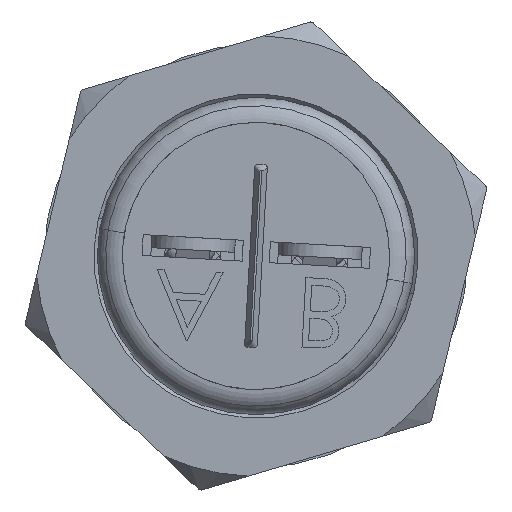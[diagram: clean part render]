
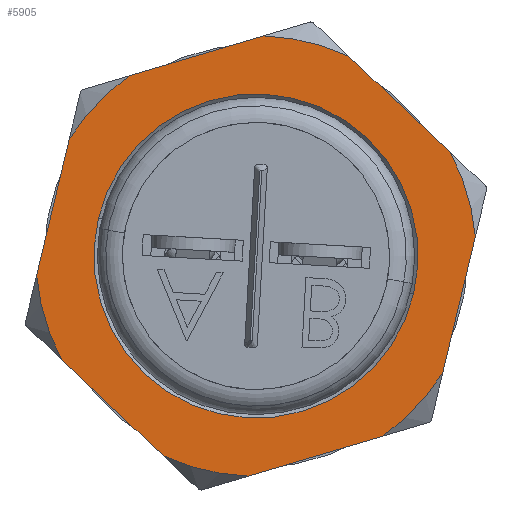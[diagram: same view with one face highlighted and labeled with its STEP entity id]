
A CAD part, front view. The second image highlights one B-rep face of the part: STEP entity #5905.
In plain terms, the highlighted face is planar.
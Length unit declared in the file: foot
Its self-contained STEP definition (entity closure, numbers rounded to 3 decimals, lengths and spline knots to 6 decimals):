
#240 = VERTEX_POINT ( 'NONE', #26798 ) ;
#605 = EDGE_CURVE ( 'NONE', #31285, #21749, #8632, .T. ) ;
#733 = DIRECTION ( 'NONE',  ( 1., 0., 0. ) ) ;
#830 = CARTESIAN_POINT ( 'NONE',  ( 0.004368, 0.021534, 0.004167 ) ) ;
#957 = AXIS2_PLACEMENT_3D ( 'NONE', #26751, #23868, #11600 ) ;
#1000 = AXIS2_PLACEMENT_3D ( 'NONE', #29609, #12430, #32562 ) ;
#1189 = LINE ( 'NONE', #8288, #2109 ) ;
#1528 = CARTESIAN_POINT ( 'NONE',  ( 0.004368, -0.021534, 0.004167 ) ) ;
#2068 = CIRCLE ( 'NONE', #17375, 0.021973 ) ;
#2109 = VECTOR ( 'NONE', #2544, 3.28084 ) ;
#2544 = DIRECTION ( 'NONE',  ( -0.866, -0.5, 0. ) ) ;
#3044 = ORIENTED_EDGE ( 'NONE', *, *, #25521, .T. ) ;
#3872 = CARTESIAN_POINT ( 'NONE',  ( 0.016167, 0., 0.004167 ) ) ;
#4227 = CARTESIAN_POINT ( 'NONE',  ( 0., -0.024056, 0.004167 ) ) ;
#4490 = DIRECTION ( 'NONE',  ( 0., 0., -1. ) ) ;
#5311 = DIRECTION ( 'NONE',  ( 0., 0., -1. ) ) ;
#5905 = ADVANCED_FACE ( 'NONE', ( #21699, #14045 ), #23565, .T. ) ;
#5997 = CARTESIAN_POINT ( 'NONE',  ( 0.020833, 0.006984, 0.004167 ) ) ;
#6243 = LINE ( 'NONE', #33920, #13822 ) ;
#6275 = LINE ( 'NONE', #23454, #21505 ) ;
#7337 = EDGE_CURVE ( 'NONE', #13544, #240, #36060, .T. ) ;
#7905 = DIRECTION ( 'NONE',  ( 0., 0., -1. ) ) ;
#8215 = EDGE_CURVE ( 'NONE', #20087, #21749, #19760, .T. ) ;
#8288 = CARTESIAN_POINT ( 'NONE',  ( 0., 0.024056, 0.004167 ) ) ;
#8502 = CARTESIAN_POINT ( 'NONE',  ( -0.004368, 0.021534, 0.004167 ) ) ;
#8632 = CIRCLE ( 'NONE', #957, 0.021973 ) ;
#9216 = ORIENTED_EDGE ( 'NONE', *, *, #32609, .T. ) ;
#10042 = ORIENTED_EDGE ( 'NONE', *, *, #30710, .F. ) ;
#10110 = CIRCLE ( 'NONE', #1000, 0.021973 ) ;
#10239 = DIRECTION ( 'NONE',  ( 0., 0., -1. ) ) ;
#10387 = CARTESIAN_POINT ( 'NONE',  ( 0., 0., 0.004167 ) ) ;
#10729 = CARTESIAN_POINT ( 'NONE',  ( 0.020833, -0.012028, 0.004167 ) ) ;
#10805 = DIRECTION ( 'NONE',  ( 0., 0., -1. ) ) ;
#11034 = CARTESIAN_POINT ( 'NONE',  ( -0.016465, -0.01455, 0.004167 ) ) ;
#11140 = CIRCLE ( 'NONE', #22856, 0.021973 ) ;
#11600 = DIRECTION ( 'NONE',  ( -1., 0., 0. ) ) ;
#11816 = CIRCLE ( 'NONE', #33987, 0.016167 ) ;
#11880 = VECTOR ( 'NONE', #14320, 3.28084 ) ;
#12105 = CIRCLE ( 'NONE', #19249, 0.021973 ) ;
#12109 = VECTOR ( 'NONE', #25148, 3.28084 ) ;
#12189 = CARTESIAN_POINT ( 'NONE',  ( -0.020833, -0.006984, 0.004167 ) ) ;
#12430 = DIRECTION ( 'NONE',  ( 0., 0., -1. ) ) ;
#13003 = CIRCLE ( 'NONE', #24989, 0.021973 ) ;
#13141 = VECTOR ( 'NONE', #21263, 3.28084 ) ;
#13265 = DIRECTION ( 'NONE',  ( 1., 0., 0. ) ) ;
#13544 = VERTEX_POINT ( 'NONE', #3872 ) ;
#13555 = VERTEX_POINT ( 'NONE', #15510 ) ;
#13755 = DIRECTION ( 'NONE',  ( 0., -1., 0. ) ) ;
#13822 = VECTOR ( 'NONE', #13755, 3.28084 ) ;
#14045 = FACE_OUTER_BOUND ( 'NONE', #21878, .T. ) ;
#14320 = DIRECTION ( 'NONE',  ( -0.866, 0.5, 0. ) ) ;
#14434 = EDGE_CURVE ( 'NONE', #20087, #15264, #10110, .T. ) ;
#14922 = ORIENTED_EDGE ( 'NONE', *, *, #31178, .T. ) ;
#15264 = VERTEX_POINT ( 'NONE', #17355 ) ;
#15510 = CARTESIAN_POINT ( 'NONE',  ( -0.016465, 0.01455, 0.004167 ) ) ;
#16831 = EDGE_CURVE ( 'NONE', #240, #13544, #11816, .T. ) ;
#16988 = ORIENTED_EDGE ( 'NONE', *, *, #7337, .T. ) ;
#17355 = CARTESIAN_POINT ( 'NONE',  ( 0.016465, -0.01455, 0.004167 ) ) ;
#17375 = AXIS2_PLACEMENT_3D ( 'NONE', #27437, #10239, #30342 ) ;
#17942 = DIRECTION ( 'NONE',  ( 0., 0., 1. ) ) ;
#19249 = AXIS2_PLACEMENT_3D ( 'NONE', #28006, #10805, #30922 ) ;
#19760 = LINE ( 'NONE', #10729, #12109 ) ;
#20087 = VERTEX_POINT ( 'NONE', #36640 ) ;
#21263 = DIRECTION ( 'NONE',  ( 0.866, 0.5, 0. ) ) ;
#21458 = ORIENTED_EDGE ( 'NONE', *, *, #8215, .T. ) ;
#21505 = VECTOR ( 'NONE', #32043, 3.28084 ) ;
#21658 = CARTESIAN_POINT ( 'NONE',  ( 0., 0., 0.004167 ) ) ;
#21699 = FACE_BOUND ( 'NONE', #27155, .T. ) ;
#21749 = VERTEX_POINT ( 'NONE', #5997 ) ;
#21878 = EDGE_LOOP ( 'NONE', ( #29429, #21458, #29774, #14922, #10042, #35902, #36697, #9216, #33026, #29217, #35137, #3044 ) ) ;
#22463 = CARTESIAN_POINT ( 'NONE',  ( 0., 0., 0.004167 ) ) ;
#22856 = AXIS2_PLACEMENT_3D ( 'NONE', #21658, #4490, #24526 ) ;
#23454 = CARTESIAN_POINT ( 'NONE',  ( -0.020833, -0.012028, 0.004167 ) ) ;
#23565 = PLANE ( 'NONE',  #33122 ) ;
#23659 = CARTESIAN_POINT ( 'NONE',  ( -0.004368, -0.021534, 0.004167 ) ) ;
#23822 = VERTEX_POINT ( 'NONE', #31636 ) ;
#23868 = DIRECTION ( 'NONE',  ( 0., 0., -1. ) ) ;
#23954 = VERTEX_POINT ( 'NONE', #23659 ) ;
#24416 = AXIS2_PLACEMENT_3D ( 'NONE', #25082, #7905, #27984 ) ;
#24526 = DIRECTION ( 'NONE',  ( -1., 0., 0. ) ) ;
#24639 = VERTEX_POINT ( 'NONE', #11034 ) ;
#24989 = AXIS2_PLACEMENT_3D ( 'NONE', #22463, #5311, #25344 ) ;
#25082 = CARTESIAN_POINT ( 'NONE',  ( 0., 0., 0.004167 ) ) ;
#25148 = DIRECTION ( 'NONE',  ( 0., 1., 0. ) ) ;
#25344 = DIRECTION ( 'NONE',  ( -1., 0., 0. ) ) ;
#25521 = EDGE_CURVE ( 'NONE', #33597, #15264, #28405, .T. ) ;
#25730 = CARTESIAN_POINT ( 'NONE',  ( 0.020833, 0.012028, 0.004167 ) ) ;
#26121 = VERTEX_POINT ( 'NONE', #8502 ) ;
#26751 = CARTESIAN_POINT ( 'NONE',  ( 0., 0., 0.004167 ) ) ;
#26798 = CARTESIAN_POINT ( 'NONE',  ( -0.016167, 0., 0.004167 ) ) ;
#27155 = EDGE_LOOP ( 'NONE', ( #16988, #29677 ) ) ;
#27437 = CARTESIAN_POINT ( 'NONE',  ( 0., 0., 0.004167 ) ) ;
#27887 = EDGE_CURVE ( 'NONE', #23822, #13555, #12105, .T. ) ;
#27893 = EDGE_CURVE ( 'NONE', #33597, #23954, #13003, .T. ) ;
#27984 = DIRECTION ( 'NONE',  ( 1., 0., 0. ) ) ;
#28006 = CARTESIAN_POINT ( 'NONE',  ( 0., 0., 0.004167 ) ) ;
#28065 = LINE ( 'NONE', #25730, #11880 ) ;
#28405 = LINE ( 'NONE', #4227, #13141 ) ;
#28780 = EDGE_CURVE ( 'NONE', #24639, #33998, #11140, .T. ) ;
#29217 = ORIENTED_EDGE ( 'NONE', *, *, #32235, .T. ) ;
#29335 = CARTESIAN_POINT ( 'NONE',  ( 0., 0.024056, 0.004167 ) ) ;
#29429 = ORIENTED_EDGE ( 'NONE', *, *, #14434, .F. ) ;
#29609 = CARTESIAN_POINT ( 'NONE',  ( 0., 0., 0.004167 ) ) ;
#29677 = ORIENTED_EDGE ( 'NONE', *, *, #16831, .T. ) ;
#29774 = ORIENTED_EDGE ( 'NONE', *, *, #605, .F. ) ;
#30269 = EDGE_CURVE ( 'NONE', #26121, #13555, #1189, .T. ) ;
#30342 = DIRECTION ( 'NONE',  ( -1., 0., 0. ) ) ;
#30481 = DIRECTION ( 'NONE',  ( 0., 0., -1. ) ) ;
#30710 = EDGE_CURVE ( 'NONE', #26121, #36638, #2068, .T. ) ;
#30922 = DIRECTION ( 'NONE',  ( -1., 0., 0. ) ) ;
#31178 = EDGE_CURVE ( 'NONE', #31285, #36638, #28065, .T. ) ;
#31285 = VERTEX_POINT ( 'NONE', #32989 ) ;
#31636 = CARTESIAN_POINT ( 'NONE',  ( -0.020833, 0.006984, 0.004167 ) ) ;
#32043 = DIRECTION ( 'NONE',  ( 0.866, -0.5, 0. ) ) ;
#32235 = EDGE_CURVE ( 'NONE', #24639, #23954, #6275, .T. ) ;
#32562 = DIRECTION ( 'NONE',  ( -1., 0., 0. ) ) ;
#32609 = EDGE_CURVE ( 'NONE', #23822, #33998, #6243, .T. ) ;
#32989 = CARTESIAN_POINT ( 'NONE',  ( 0.016465, 0.01455, 0.004167 ) ) ;
#33026 = ORIENTED_EDGE ( 'NONE', *, *, #28780, .F. ) ;
#33122 = AXIS2_PLACEMENT_3D ( 'NONE', #29335, #17942, #733 ) ;
#33597 = VERTEX_POINT ( 'NONE', #1528 ) ;
#33920 = CARTESIAN_POINT ( 'NONE',  ( -0.020833, 0.012028, 0.004167 ) ) ;
#33987 = AXIS2_PLACEMENT_3D ( 'NONE', #10387, #30481, #13265 ) ;
#33998 = VERTEX_POINT ( 'NONE', #12189 ) ;
#35137 = ORIENTED_EDGE ( 'NONE', *, *, #27893, .F. ) ;
#35902 = ORIENTED_EDGE ( 'NONE', *, *, #30269, .T. ) ;
#36060 = CIRCLE ( 'NONE', #24416, 0.016167 ) ;
#36638 = VERTEX_POINT ( 'NONE', #830 ) ;
#36640 = CARTESIAN_POINT ( 'NONE',  ( 0.020833, -0.006984, 0.004167 ) ) ;
#36697 = ORIENTED_EDGE ( 'NONE', *, *, #27887, .F. ) ;
